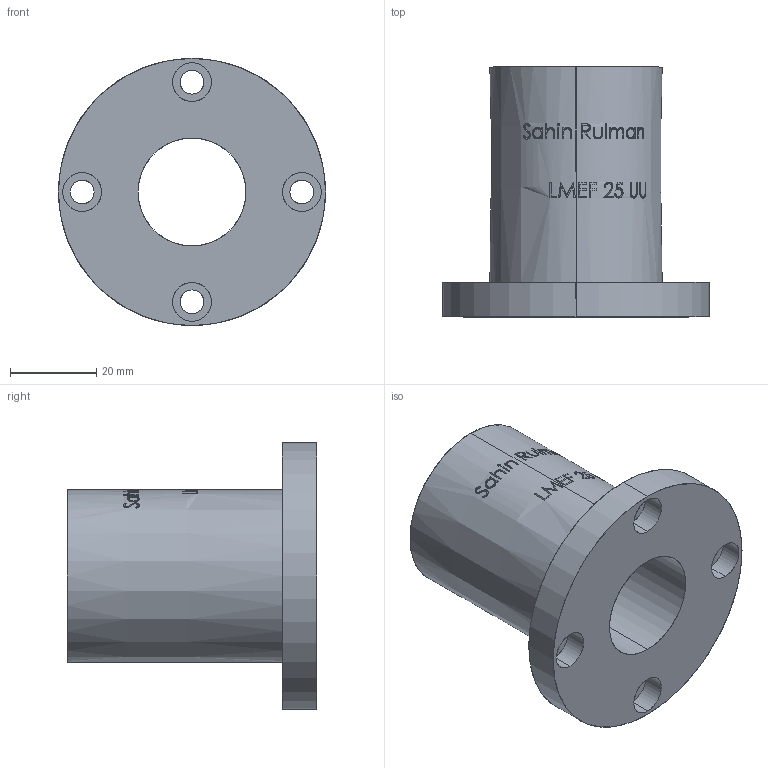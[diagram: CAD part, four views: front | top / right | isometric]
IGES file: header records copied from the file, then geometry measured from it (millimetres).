
Start section: SolidWorks IGES file using analytic representation for surfaces
Global section: file name: LMEF 25 UU.IGS; native system: SolidWorks 2011; preprocessor: SolidWorks 2011; author: Mheart; date: 120310.130134; units: millimetre
Bounding box: 62 x 58 x 62 mm (x, y, z)
Surface area: 18328.8 mm2 (no closed solid volume)
Topology: 0 solids, 0 shells, 290 faces, 3555 edges, 3555 vertices
Faces by surface type: bspline 245, revolution 45
